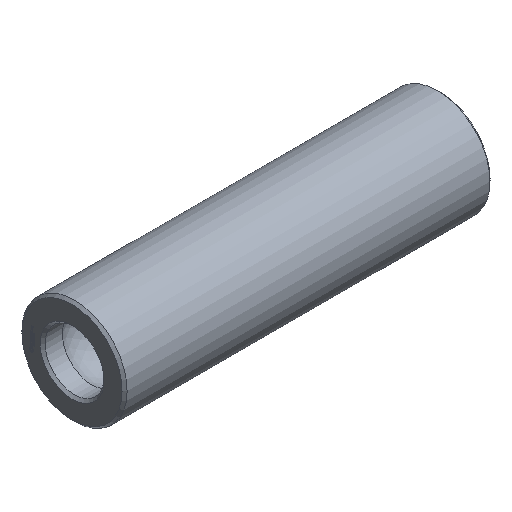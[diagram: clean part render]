
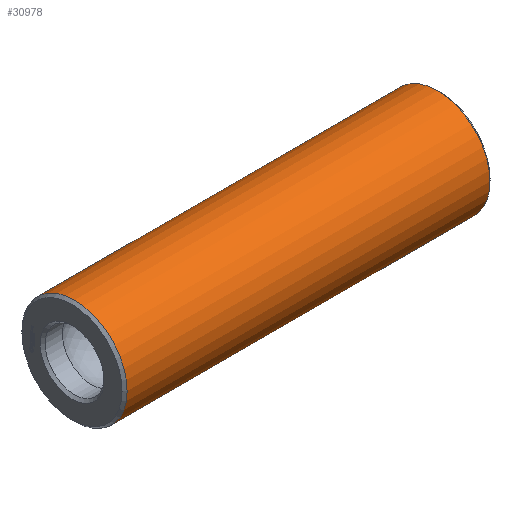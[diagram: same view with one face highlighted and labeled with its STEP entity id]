
A CAD part, isometric view. The second image highlights one B-rep face of the part: STEP entity #30978.
In plain terms, the highlighted cylindrical face has radius 6.25 mm (diameter 12.5 mm), a full revolution.
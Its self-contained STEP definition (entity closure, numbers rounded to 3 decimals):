
#134 = CONICAL_SURFACE('',#135,5.95,0.785);
#135 = AXIS2_PLACEMENT_3D('',#136,#137,#138);
#136 = CARTESIAN_POINT('',(-43.75,0.,0.));
#137 = DIRECTION('',(1.,0.,0.));
#138 = DIRECTION('',(0.,0.,1.));
#11545 = VERTEX_POINT('',#11546);
#11546 = CARTESIAN_POINT('',(-43.45,0.,6.25));
#11567 = EDGE_CURVE('',#11545,#11545,#11568,.T.);
#11568 = SURFACE_CURVE('',#11569,(#11574,#11581),.PCURVE_S1.);
#11569 = CIRCLE('',#11570,6.25);
#11570 = AXIS2_PLACEMENT_3D('',#11571,#11572,#11573);
#11571 = CARTESIAN_POINT('',(-43.45,0.,0.));
#11572 = DIRECTION('',(1.,0.,0.));
#11573 = DIRECTION('',(0.,0.,1.));
#11574 = PCURVE('',#134,#11575);
#11575 = DEFINITIONAL_REPRESENTATION('',(#11576),#11580);
#11576 = LINE('',#11577,#11578);
#11577 = CARTESIAN_POINT('',(0.,0.3));
#11578 = VECTOR('',#11579,1.);
#11579 = DIRECTION('',(1.,0.));
#11580 = ( GEOMETRIC_REPRESENTATION_CONTEXT(2) 
PARAMETRIC_REPRESENTATION_CONTEXT() REPRESENTATION_CONTEXT('2D SPACE',''
  ) );
#11581 = PCURVE('',#11582,#11587);
#11582 = CYLINDRICAL_SURFACE('',#11583,6.25);
#11583 = AXIS2_PLACEMENT_3D('',#11584,#11585,#11586);
#11584 = CARTESIAN_POINT('',(-43.45,0.,0.));
#11585 = DIRECTION('',(1.,0.,0.));
#11586 = DIRECTION('',(0.,0.,1.));
#11587 = DEFINITIONAL_REPRESENTATION('',(#11588),#11592);
#11588 = LINE('',#11589,#11590);
#11589 = CARTESIAN_POINT('',(0.,0.));
#11590 = VECTOR('',#11591,1.);
#11591 = DIRECTION('',(1.,0.));
#11592 = ( GEOMETRIC_REPRESENTATION_CONTEXT(2) 
PARAMETRIC_REPRESENTATION_CONTEXT() REPRESENTATION_CONTEXT('2D SPACE',''
  ) );
#30978 = ADVANCED_FACE('',(#30979),#11582,.T.);
#30979 = FACE_BOUND('',#30980,.T.);
#30980 = EDGE_LOOP('',(#30981,#30982,#31005,#31032));
#30981 = ORIENTED_EDGE('',*,*,#11567,.T.);
#30982 = ORIENTED_EDGE('',*,*,#30983,.T.);
#30983 = EDGE_CURVE('',#11545,#30984,#30986,.T.);
#30984 = VERTEX_POINT('',#30985);
#30985 = CARTESIAN_POINT('',(-0.3,0.,6.25));
#30986 = SEAM_CURVE('',#30987,(#30991,#30998),.PCURVE_S1.);
#30987 = LINE('',#30988,#30989);
#30988 = CARTESIAN_POINT('',(-43.45,0.,6.25));
#30989 = VECTOR('',#30990,1.);
#30990 = DIRECTION('',(1.,0.,0.));
#30991 = PCURVE('',#11582,#30992);
#30992 = DEFINITIONAL_REPRESENTATION('',(#30993),#30997);
#30993 = LINE('',#30994,#30995);
#30994 = CARTESIAN_POINT('',(0.,0.));
#30995 = VECTOR('',#30996,1.);
#30996 = DIRECTION('',(0.,1.));
#30997 = ( GEOMETRIC_REPRESENTATION_CONTEXT(2) 
PARAMETRIC_REPRESENTATION_CONTEXT() REPRESENTATION_CONTEXT('2D SPACE',''
  ) );
#30998 = PCURVE('',#11582,#30999);
#30999 = DEFINITIONAL_REPRESENTATION('',(#31000),#31004);
#31000 = LINE('',#31001,#31002);
#31001 = CARTESIAN_POINT('',(6.283,0.));
#31002 = VECTOR('',#31003,1.);
#31003 = DIRECTION('',(0.,1.));
#31004 = ( GEOMETRIC_REPRESENTATION_CONTEXT(2) 
PARAMETRIC_REPRESENTATION_CONTEXT() REPRESENTATION_CONTEXT('2D SPACE',''
  ) );
#31005 = ORIENTED_EDGE('',*,*,#31006,.F.);
#31006 = EDGE_CURVE('',#30984,#30984,#31007,.T.);
#31007 = SURFACE_CURVE('',#31008,(#31013,#31020),.PCURVE_S1.);
#31008 = CIRCLE('',#31009,6.25);
#31009 = AXIS2_PLACEMENT_3D('',#31010,#31011,#31012);
#31010 = CARTESIAN_POINT('',(-0.3,0.,0.));
#31011 = DIRECTION('',(1.,0.,0.));
#31012 = DIRECTION('',(0.,0.,1.));
#31013 = PCURVE('',#11582,#31014);
#31014 = DEFINITIONAL_REPRESENTATION('',(#31015),#31019);
#31015 = LINE('',#31016,#31017);
#31016 = CARTESIAN_POINT('',(0.,43.15));
#31017 = VECTOR('',#31018,1.);
#31018 = DIRECTION('',(1.,0.));
#31019 = ( GEOMETRIC_REPRESENTATION_CONTEXT(2) 
PARAMETRIC_REPRESENTATION_CONTEXT() REPRESENTATION_CONTEXT('2D SPACE',''
  ) );
#31020 = PCURVE('',#31021,#31026);
#31021 = CONICAL_SURFACE('',#31022,6.25,0.785);
#31022 = AXIS2_PLACEMENT_3D('',#31023,#31024,#31025);
#31023 = CARTESIAN_POINT('',(-0.3,0.,0.));
#31024 = DIRECTION('',(-1.,-0.,-0.));
#31025 = DIRECTION('',(0.,0.,1.));
#31026 = DEFINITIONAL_REPRESENTATION('',(#31027),#31031);
#31027 = LINE('',#31028,#31029);
#31028 = CARTESIAN_POINT('',(-0.,-0.));
#31029 = VECTOR('',#31030,1.);
#31030 = DIRECTION('',(-1.,-0.));
#31031 = ( GEOMETRIC_REPRESENTATION_CONTEXT(2) 
PARAMETRIC_REPRESENTATION_CONTEXT() REPRESENTATION_CONTEXT('2D SPACE',''
  ) );
#31032 = ORIENTED_EDGE('',*,*,#30983,.F.);
